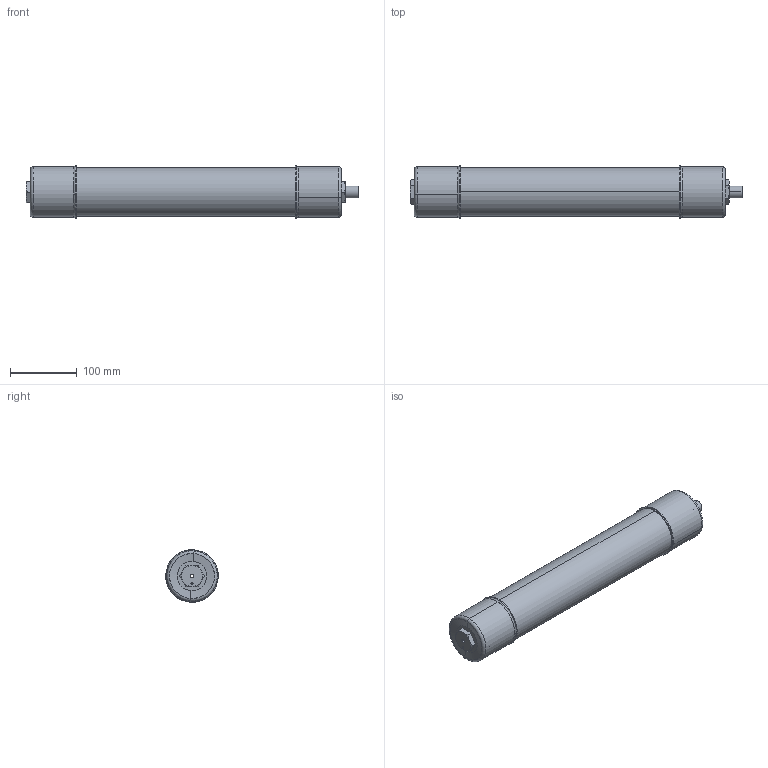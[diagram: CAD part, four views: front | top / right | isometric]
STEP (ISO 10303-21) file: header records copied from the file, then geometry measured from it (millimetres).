
FILE_DESCRIPTION (( 'STEP AP214' ), '1' );
FILE_NAME ('103879.STEP', '2024-06-19T13:21:42', ( '' ), ( '' ), 'SwSTEP 2.0', 'SolidWorks 2021', '' );
FILE_SCHEMA (( 'AUTOMOTIVE_DESIGN' ));
Length unit declared in the file: inch
Products named in the file (9): 140018_-101; 340015; 36016_11378; 360023; 11688; 103879; 130078_-005; 105928_105928_CRIMPED
Assembly tree (8 placements, depth 3):
  103879
    360023
      130078_-005
    140018_-101
    140018_-101
    340015
      105928_105928_CRIMPED
    36016_11378
    11688
Bounding box: 498.27 x 78.66 x 78.66 mm (x, y, z)
Volume: 400077.4 mm3; surface area: 295210.9 mm2
Topology: 6 solids, 6 shells, 225 faces, 590 edges, 374 vertices
Faces by surface type: cylinder 97, plane 55, cone 38, torus 22, bspline 13
Entity records: 19526 total; most frequent: CARTESIAN_POINT 13168, ORIENTED_EDGE 1180, DIRECTION 1071, EDGE_CURVE 590, AXIS2_PLACEMENT_3D 441, VERTEX_POINT 374, EDGE_LOOP 268, ADVANCED_FACE 225
